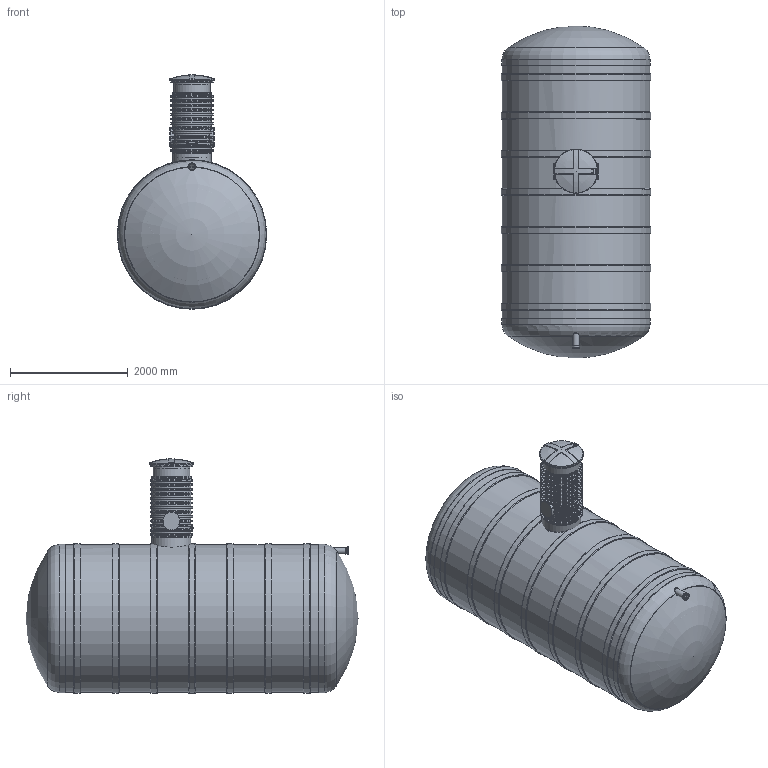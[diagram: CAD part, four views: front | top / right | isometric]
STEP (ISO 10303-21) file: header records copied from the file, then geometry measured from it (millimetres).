
FILE_DESCRIPTION(/* description */ ('Unknown'),/* implementation_level */ '2;1');
FILE_NAME(/* name */ 'Mahuti 25m3 22.03.23',/* time_stamp */ '2023-04-13T14:22:31+03:00',/* author */ ('Unknown'),/* organization */ ('Unknown'),/* preprocessor_version */ 'ST-DEVELOPER v18.1',/* originating_system */ 'Solid Edge',/* authorisation */ 'Unknown');
FILE_SCHEMA (('AUTOMOTIVE_DESIGN {1 0 10303 214 3 1 1}'));
Length unit declared in the file: millimetre
Products named in the file (11): Mahuti 25m3 22.03.23; silinder D2500 25m3 mahutile 22.03.23; 2500 Ribi; 2693.001_var3; 2703.002; 2697.001 tihend teeninduskaevule 670_var2; 2703.001; muhvtoru_110_; D665 KP silinder 25.07.18; 2389.001; 2389.003
Assembly tree (17 placements, depth 2):
  Mahuti 25m3 22.03.23
    silinder D2500 25m3 mahutile 22.03.23
    2500 Ribi  x7
    2693.001_var3
    2703.002
    2697.001 tihend teeninduskaevule 670_var2  x2
    2703.001
    muhvtoru_110_
    D665 KP silinder 25.07.18
    2389.001
    2389.003
Bounding box: 2542 x 5645.21 x 3987 mm (x, y, z)
Volume: 423742432 mm3; surface area: 128819320.3 mm2
Topology: 17 solids, 18 shells, 647 faces, 1558 edges, 1004 vertices
Faces by surface type: plane 222, cylinder 184, torus 157, bspline 43, cone 21, sphere 20
Full cylindrical faces by diameter (mm): 6 x3, 104 x1, 110 x3, 114.605 x1, 129.59 x1, 594 x1, 595 x1, 600 x1, 609 x1, 610 x2, 615 x2, 625 x2, 632.5 x4, 648.5 x4, 655 x11, 665 x10, 668.5 x4, 678.5 x2, 709 x1, 715 x10, 725 x11, 734 x1, 750 x1, 2500 x1, 2512 x8, 2515 x2, 2529 x2, 2542 x7
Entity records: 21363 total; most frequent: CARTESIAN_POINT 8674, DIRECTION 2475, ORIENTED_EDGE 2390, EDGE_CURVE 1195, AXIS2_PLACEMENT_3D 1090, VERTEX_POINT 868, FACE_BOUND 847, EDGE_LOOP 843
